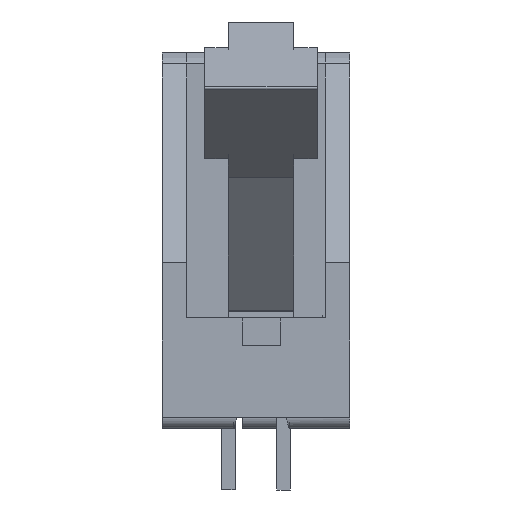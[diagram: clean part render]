
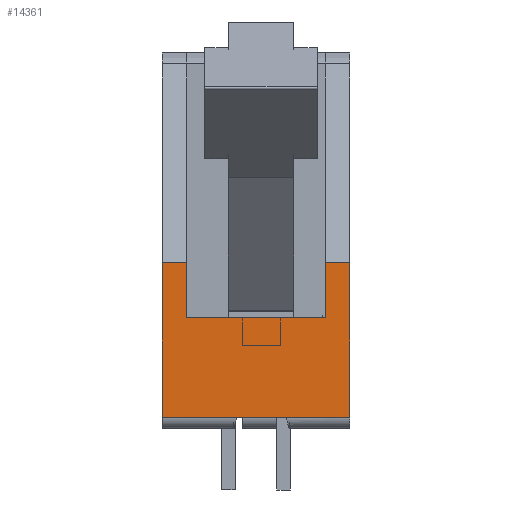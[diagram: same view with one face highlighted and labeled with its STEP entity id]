
A CAD part, left-side view. The second image highlights one B-rep face of the part: STEP entity #14361.
In plain terms, the highlighted planar face has unit normal (-1, 0, 0).
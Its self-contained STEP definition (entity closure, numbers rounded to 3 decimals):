
#1073=FACE_OUTER_BOUND($,#1976,.T.);
#1976=EDGE_LOOP($,(#12280,#12281,#12282,#12283,#12284,#12285,#12286,#12287));
#3632=LINE($,#22823,#5463);
#3687=LINE($,#23005,#5518);
#3763=LINE($,#23177,#5594);
#3764=LINE($,#23180,#5595);
#3765=LINE($,#23182,#5596);
#3766=LINE($,#23184,#5597);
#3767=LINE($,#23185,#5598);
#3768=LINE($,#23186,#5599);
#5463=VECTOR($,#18823,7.112);
#5518=VECTOR($,#18916,7.112);
#5594=VECTOR($,#19062,1.143);
#5595=VECTOR($,#19065,2.54);
#5596=VECTOR($,#19066,6.35);
#5597=VECTOR($,#19067,2.54);
#5598=VECTOR($,#19068,1.143);
#5599=VECTOR($,#19069,8.636);
#6794=VERTEX_POINT($,#22820);
#6795=VERTEX_POINT($,#22822);
#6861=VERTEX_POINT($,#23002);
#6862=VERTEX_POINT($,#23004);
#6923=VERTEX_POINT($,#23175);
#6924=VERTEX_POINT($,#23179);
#6925=VERTEX_POINT($,#23181);
#6926=VERTEX_POINT($,#23183);
#8590=EDGE_CURVE($,#6794,#6795,#3632,.T.);
#8660=EDGE_CURVE($,#6862,#6861,#3687,.T.);
#8748=EDGE_CURVE($,#6794,#6923,#3763,.T.);
#8749=EDGE_CURVE($,#6923,#6924,#3764,.T.);
#8750=EDGE_CURVE($,#6924,#6925,#3765,.T.);
#8751=EDGE_CURVE($,#6925,#6926,#3766,.T.);
#8752=EDGE_CURVE($,#6926,#6862,#3767,.T.);
#8753=EDGE_CURVE($,#6795,#6861,#3768,.T.);
#12280=ORIENTED_EDGE($,*,*,#8748,.T.);
#12281=ORIENTED_EDGE($,*,*,#8749,.T.);
#12282=ORIENTED_EDGE($,*,*,#8750,.T.);
#12283=ORIENTED_EDGE($,*,*,#8751,.T.);
#12284=ORIENTED_EDGE($,*,*,#8752,.T.);
#12285=ORIENTED_EDGE($,*,*,#8660,.T.);
#12286=ORIENTED_EDGE($,*,*,#8753,.F.);
#12287=ORIENTED_EDGE($,*,*,#8590,.F.);
#13488=PLANE($,#15552);
#14361=ADVANCED_FACE($,(#1073),#13488,.T.);
#15552=AXIS2_PLACEMENT_3D($,#23178,#19063,#19064);
#18823=DIRECTION($,(0.,0.,-1.));
#18916=DIRECTION($,(0.,0.,-1.));
#19062=DIRECTION($,(0.,1.,0.));
#19063=DIRECTION('center_axis',(-1.,0.,0.));
#19064=DIRECTION('ref_axis',(0.,0.,-1.));
#19065=DIRECTION($,(0.,0.,-1.));
#19066=DIRECTION($,(0.,1.,0.));
#19067=DIRECTION($,(0.,0.,1.));
#19068=DIRECTION($,(0.,1.,0.));
#19069=DIRECTION($,(0.,1.,0.));
#22820=CARTESIAN_POINT('',(-47.752,-4.318,7.62));
#22822=CARTESIAN_POINT('',(-47.752,-4.318,0.508));
#22823=CARTESIAN_POINT($,(-47.752,-4.318,7.62));
#23002=CARTESIAN_POINT('',(-47.752,4.318,0.508));
#23004=CARTESIAN_POINT('',(-47.752,4.318,7.62));
#23005=CARTESIAN_POINT($,(-47.752,4.318,7.62));
#23175=CARTESIAN_POINT('',(-47.752,-3.175,7.62));
#23177=CARTESIAN_POINT($,(-47.752,-4.318,7.62));
#23178=CARTESIAN_POINT('Origin',(-47.752,4.491,7.762));
#23179=CARTESIAN_POINT('',(-47.752,-3.175,5.08));
#23180=CARTESIAN_POINT($,(-47.752,-3.175,7.62));
#23181=CARTESIAN_POINT('',(-47.752,3.175,5.08));
#23182=CARTESIAN_POINT($,(-47.752,-3.175,5.08));
#23183=CARTESIAN_POINT('',(-47.752,3.175,7.62));
#23184=CARTESIAN_POINT($,(-47.752,3.175,5.08));
#23185=CARTESIAN_POINT($,(-47.752,3.175,7.62));
#23186=CARTESIAN_POINT($,(-47.752,-4.318,0.508));
